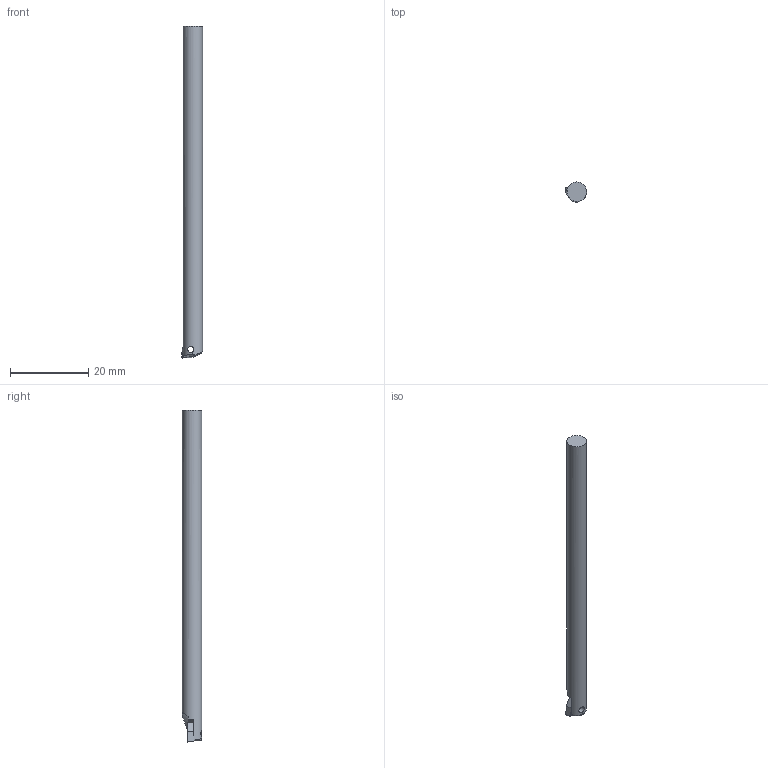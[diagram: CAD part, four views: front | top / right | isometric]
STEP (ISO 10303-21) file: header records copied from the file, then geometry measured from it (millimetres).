
FILE_DESCRIPTION((''),'1');
FILE_NAME('ST05W-EB6-60.stp','2022-09-28T00:33:18',(''),(''),'Spatial Interop R21 SP3','Kubotek KeyCreator 2011 V10.0.2 (22737)',' ');
FILE_SCHEMA(('automotive_design'));
Length unit declared in the file: millimetre
Products named in the file (2): 241[3]; 240[2]
Bounding box: 5.39 x 5 x 84.99 mm (x, y, z)
Volume: 1618.1 mm3; surface area: 1410.3 mm2
Topology: 2 solids, 2 shells, 26 faces, 78 edges, 55 vertices
Faces by surface type: plane 17, cone 4, cylinder 4, bspline 1
Full cylindrical faces by diameter (mm): 1.6 x1, 2.4 x1, 5 x1
Entity records: 1701 total; most frequent: CARTESIAN_POINT 294, ORIENTED_EDGE 142, DIRECTION 140, PRESENTATION_STYLE_ASSIGNMENT 127, COLOUR_RGB 127, STYLED_ITEM 99, CURVE_STYLE 99, DRAUGHTING_PRE_DEFINED_CURVE_FONT 99
